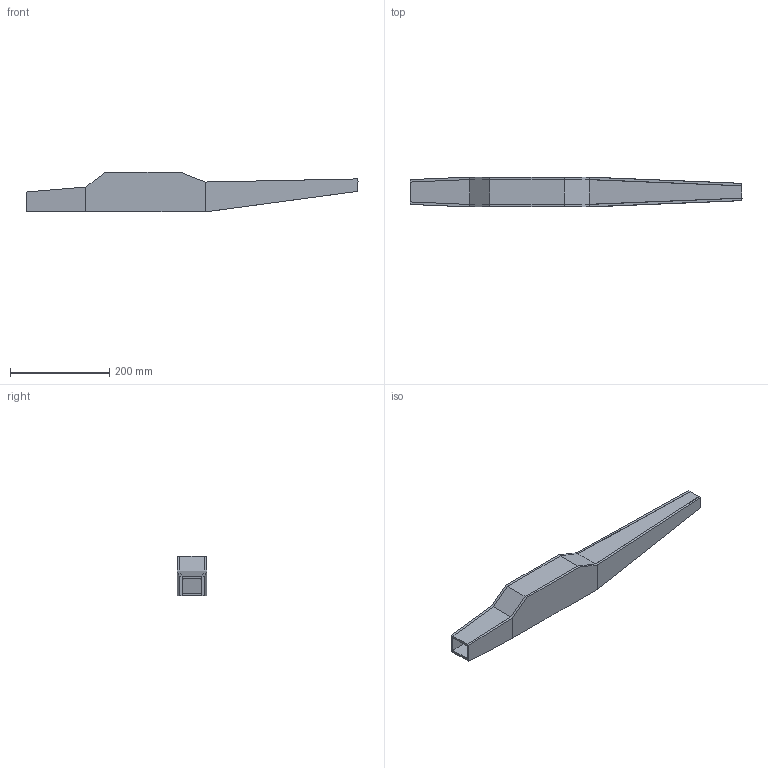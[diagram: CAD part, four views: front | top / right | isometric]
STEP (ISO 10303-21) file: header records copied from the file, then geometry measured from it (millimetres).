
FILE_DESCRIPTION(/* description */ (''),/* implementation_level */ '2;1');
FILE_NAME(/* name */ 'assembly rc plane model 2.step',/* time_stamp */ '2023-04-09T15:08:04+05:30',/* author */ (''),/* organization */ (''),/* preprocessor_version */ 'ST-DEVELOPER v19.2',/* originating_system */ 'Autodesk Translation Framework v12.4.0.73',/* authorisation */ '');
FILE_SCHEMA (('AUTOMOTIVE_DESIGN { 1 0 10303 214 3 1 1 }'));
Length unit declared in the file: centimetre
Products named in the file (14): FusionComponent; Component1; Component2; Component3; Component4; Component5; Component6; Component7; Component8; Component9; Component10; Component11; Component12; Component13
Assembly tree (13 placements, depth 2):
  FusionComponent
    Component1
    Component2
    Component3
    Component4
    Component5
    Component6
    Component7
    Component8
    Component9
    Component10
    Component11
    Component12
    Component13
Bounding box: 667.5 x 60 x 80.01 mm (x, y, z)
Volume: 658813.7 mm3; surface area: 297062.2 mm2
Topology: 14 solids, 14 shells, 88 faces, 180 edges, 120 vertices
Faces by surface type: plane 88
Entity records: 2702 total; most frequent: CARTESIAN_POINT 415, DIRECTION 410, ORIENTED_EDGE 360, LINE 180, VECTOR 180, EDGE_CURVE 180, VERTEX_POINT 120, AXIS2_PLACEMENT_3D 115
